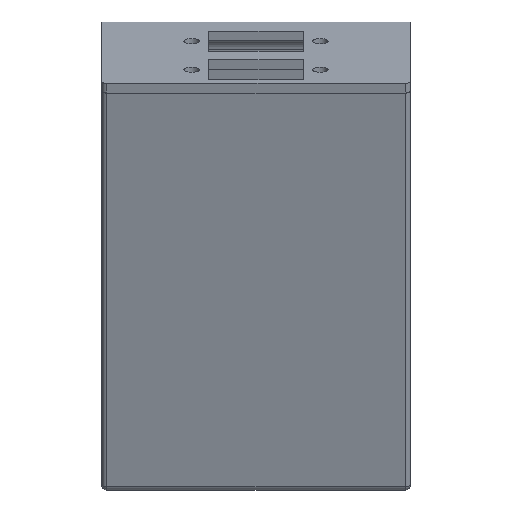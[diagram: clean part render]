
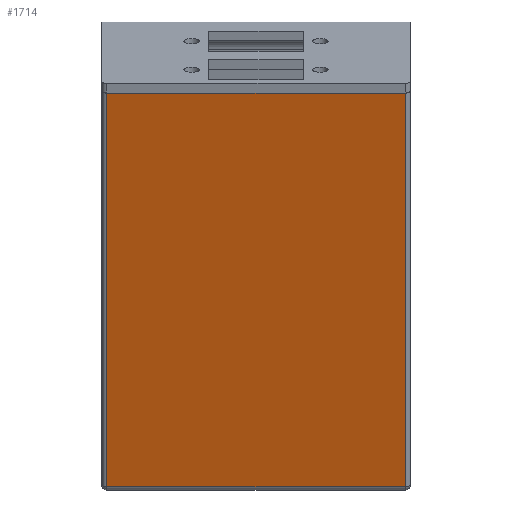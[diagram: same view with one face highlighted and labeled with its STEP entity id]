
A CAD part, front view. The second image highlights one B-rep face of the part: STEP entity #1714.
In plain terms, the highlighted planar face has unit normal (0, -0.94, -0.342).
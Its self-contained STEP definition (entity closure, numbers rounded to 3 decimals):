
#119=LINE('',#2608,#288);
#120=LINE('',#2611,#289);
#121=LINE('',#2613,#290);
#122=LINE('',#2615,#291);
#288=VECTOR('',#2084,1000.);
#289=VECTOR('',#2085,1000.);
#290=VECTOR('',#2086,1000.);
#291=VECTOR('',#2087,1000.);
#475=ORIENTED_EDGE('',*,*,#951,.F.);
#476=ORIENTED_EDGE('',*,*,#952,.T.);
#477=ORIENTED_EDGE('',*,*,#953,.T.);
#478=ORIENTED_EDGE('',*,*,#954,.T.);
#951=EDGE_CURVE('',#1189,#1190,#119,.T.);
#952=EDGE_CURVE('',#1189,#1191,#120,.T.);
#953=EDGE_CURVE('',#1191,#1192,#121,.F.);
#954=EDGE_CURVE('',#1192,#1190,#122,.T.);
#1189=VERTEX_POINT('',#2609);
#1190=VERTEX_POINT('',#2610);
#1191=VERTEX_POINT('',#2612);
#1192=VERTEX_POINT('',#2614);
#1387=EDGE_LOOP('',(#475,#476,#477,#478));
#1528=FACE_BOUND('',#1387,.T.);
#1655=PLANE('',#1862);
#1714=ADVANCED_FACE('',(#1528),#1655,.F.);
#1862=AXIS2_PLACEMENT_3D('',#2607,#2082,#2083);
#2082=DIRECTION('',(0.,0.94,0.342));
#2083=DIRECTION('',(0.,-0.342,0.94));
#2084=DIRECTION('',(1.,0.,0.));
#2085=DIRECTION('',(0.,0.342,-0.94));
#2086=DIRECTION('',(-1.,0.,0.));
#2087=DIRECTION('',(0.,-0.342,0.94));
#2607=CARTESIAN_POINT('',(48.,0.,0.));
#2608=CARTESIAN_POINT('',(48.,-27.362,75.175));
#2609=CARTESIAN_POINT('',(1.,-27.362,75.175));
#2610=CARTESIAN_POINT('',(59.,-27.362,75.175));
#2611=CARTESIAN_POINT('',(1.,0.728,-2.));
#2612=CARTESIAN_POINT('',(1.,0.488,-1.342));
#2613=CARTESIAN_POINT('',(48.,0.488,-1.342));
#2614=CARTESIAN_POINT('',(59.,0.488,-1.342));
#2615=CARTESIAN_POINT('',(59.,-27.362,75.175));
